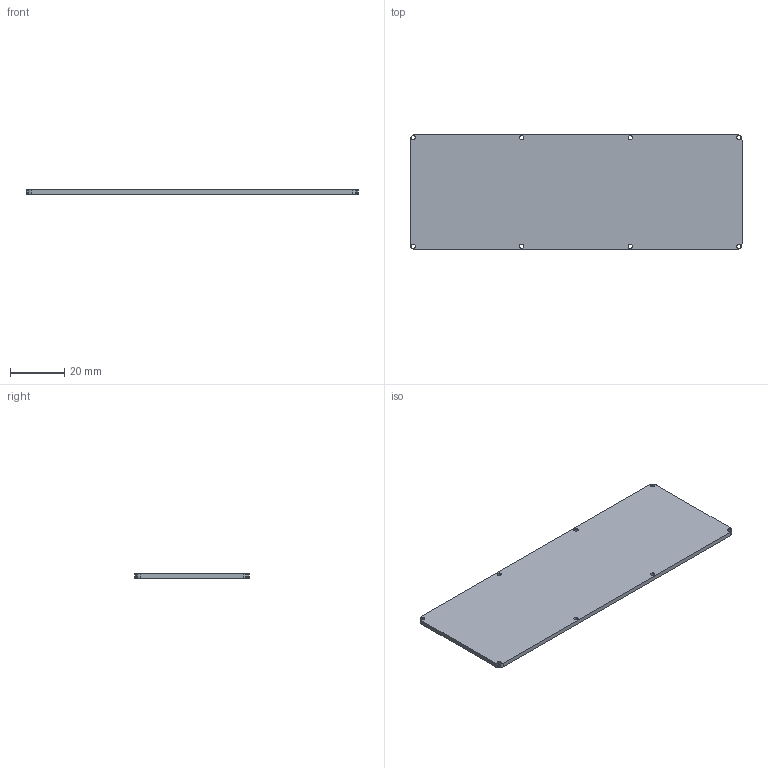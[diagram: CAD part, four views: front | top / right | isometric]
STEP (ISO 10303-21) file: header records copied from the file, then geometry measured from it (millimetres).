
FILE_DESCRIPTION(/* description */ (''),/* implementation_level */ '2;1');
FILE_NAME(/* name */ 'case_holes_bottom.step',/* time_stamp */ '2023-11-10T23:02:00-06:00',/* author */ (''),/* organization */ (''),/* preprocessor_version */ 'ST-DEVELOPER v20',/* originating_system */ 'Autodesk Translation Framework v12.14.0.127',/* authorisation */ '');
FILE_SCHEMA (('AUTOMOTIVE_DESIGN { 1 0 10303 214 3 1 1 }'));
Length unit declared in the file: millimetre
Products named in the file (1): case_bottom (1)
Bounding box: 122.3 x 42.3 x 1.6 mm (x, y, z)
Volume: 8246.1 mm3; surface area: 10891.1 mm2
Topology: 1 solids, 1 shells, 106 faces, 312 edges, 208 vertices
Faces by surface type: bspline 51, plane 45, cylinder 10
Entity records: 3725 total; most frequent: CARTESIAN_POINT 934, ORIENTED_EDGE 624, DIRECTION 542, EDGE_CURVE 312, VERTEX_POINT 208, LINE 190, VECTOR 190, AXIS2_PLACEMENT_3D 176
